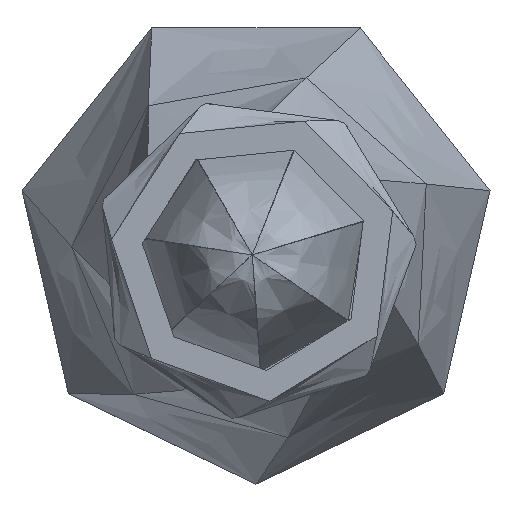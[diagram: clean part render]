
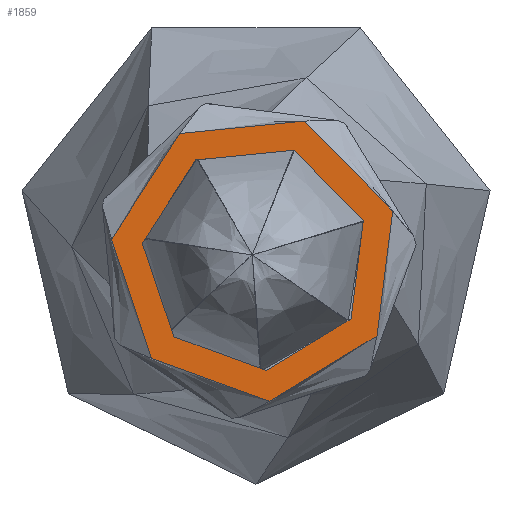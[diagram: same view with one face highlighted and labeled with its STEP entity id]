
A CAD part, top view. The second image highlights one B-rep face of the part: STEP entity #1859.
In plain terms, the highlighted planar face has unit normal (0, 0, 1).
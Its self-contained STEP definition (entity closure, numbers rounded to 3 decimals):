
#23=FACE_BOUND('',#591,.T.);
#44=LINE('',#2489,#222);
#60=LINE('',#2649,#238);
#76=LINE('',#2796,#254);
#78=LINE('',#2800,#256);
#80=LINE('',#2803,#258);
#81=LINE('',#2805,#259);
#82=LINE('',#2807,#260);
#84=LINE('',#3696,#262);
#87=LINE('',#3716,#265);
#89=LINE('',#3735,#267);
#94=LINE('',#3831,#272);
#95=LINE('',#3833,#273);
#96=LINE('',#3835,#274);
#97=LINE('',#3836,#275);
#222=VECTOR('',#2033,10.);
#238=VECTOR('',#2063,10.);
#254=VECTOR('',#2095,10.);
#256=VECTOR('',#2099,10.);
#258=VECTOR('',#2103,10.);
#259=VECTOR('',#2106,10.);
#260=VECTOR('',#2109,10.);
#262=VECTOR('',#2111,10.);
#265=VECTOR('',#2114,10.);
#267=VECTOR('',#2116,10.);
#272=VECTOR('',#2123,10.);
#273=VECTOR('',#2124,10.);
#274=VECTOR('',#2125,10.);
#275=VECTOR('',#2126,10.);
#409=PLANE('',#1976);
#468=FACE_OUTER_BOUND('',#590,.T.);
#590=EDGE_LOOP('',(#1417,#1418,#1419,#1420,#1421,#1422,#1423));
#591=EDGE_LOOP('',(#1424,#1425,#1426,#1427,#1428,#1429,#1430));
#775=VERTEX_POINT('',#2486);
#776=VERTEX_POINT('',#2488);
#788=VERTEX_POINT('',#2646);
#789=VERTEX_POINT('',#2648);
#798=VERTEX_POINT('',#2793);
#799=VERTEX_POINT('',#2795);
#800=VERTEX_POINT('',#2799);
#829=VERTEX_POINT('',#3693);
#830=VERTEX_POINT('',#3695);
#831=VERTEX_POINT('',#3714);
#832=VERTEX_POINT('',#3733);
#838=VERTEX_POINT('',#3830);
#839=VERTEX_POINT('',#3832);
#840=VERTEX_POINT('',#3834);
#937=EDGE_CURVE('',#776,#775,#44,.T.);
#961=EDGE_CURVE('',#789,#788,#60,.T.);
#983=EDGE_CURVE('',#799,#798,#76,.T.);
#985=EDGE_CURVE('',#800,#799,#78,.T.);
#987=EDGE_CURVE('',#775,#800,#80,.T.);
#988=EDGE_CURVE('',#788,#776,#81,.T.);
#989=EDGE_CURVE('',#798,#789,#82,.T.);
#1026=EDGE_CURVE('',#829,#830,#84,.T.);
#1029=EDGE_CURVE('',#831,#829,#87,.T.);
#1031=EDGE_CURVE('',#832,#831,#89,.T.);
#1041=EDGE_CURVE('',#838,#832,#94,.T.);
#1042=EDGE_CURVE('',#839,#838,#95,.T.);
#1043=EDGE_CURVE('',#840,#839,#96,.T.);
#1044=EDGE_CURVE('',#830,#840,#97,.T.);
#1417=ORIENTED_EDGE('',*,*,#1041,.F.);
#1418=ORIENTED_EDGE('',*,*,#1042,.F.);
#1419=ORIENTED_EDGE('',*,*,#1043,.F.);
#1420=ORIENTED_EDGE('',*,*,#1044,.F.);
#1421=ORIENTED_EDGE('',*,*,#1026,.F.);
#1422=ORIENTED_EDGE('',*,*,#1029,.F.);
#1423=ORIENTED_EDGE('',*,*,#1031,.F.);
#1424=ORIENTED_EDGE('',*,*,#983,.T.);
#1425=ORIENTED_EDGE('',*,*,#989,.T.);
#1426=ORIENTED_EDGE('',*,*,#961,.T.);
#1427=ORIENTED_EDGE('',*,*,#988,.T.);
#1428=ORIENTED_EDGE('',*,*,#937,.T.);
#1429=ORIENTED_EDGE('',*,*,#987,.T.);
#1430=ORIENTED_EDGE('',*,*,#985,.T.);
#1859=ADVANCED_FACE('',(#468,#23),#409,.T.);
#1976=AXIS2_PLACEMENT_3D('',#3829,#2121,#2122);
#2033=DIRECTION('',(0.543,0.84,0.));
#2063=DIRECTION('',(-0.94,0.342,0.));
#2095=DIRECTION('',(-0.124,-0.992,0.));
#2099=DIRECTION('',(0.698,-0.716,0.));
#2103=DIRECTION('',(0.995,0.1,0.));
#2106=DIRECTION('',(-0.318,0.948,0.));
#2109=DIRECTION('',(-0.853,-0.521,0.));
#2111=DIRECTION('',(0.698,-0.716,0.));
#2114=DIRECTION('',(0.995,0.1,0.));
#2116=DIRECTION('',(0.543,0.84,0.));
#2121=DIRECTION('center_axis',(0.,0.,
1.));
#2122=DIRECTION('ref_axis',(1.,0.,0.));
#2123=DIRECTION('',(-0.318,0.948,0.));
#2124=DIRECTION('',(-0.94,0.342,0.));
#2125=DIRECTION('',(-0.853,-0.521,0.));
#2126=DIRECTION('',(-0.124,-0.992,0.));
#2486=CARTESIAN_POINT('',(18.318,-129.456,81.));
#2488=CARTESIAN_POINT('',(14.472,-135.41,81.));
#2489=CARTESIAN_POINT('',(15.434,-133.922,81.));
#2646=CARTESIAN_POINT('',(16.73,-142.129,81.));
#2648=CARTESIAN_POINT('',(23.39,-144.553,81.));
#2649=CARTESIAN_POINT('',(21.725,-143.947,81.));
#2793=CARTESIAN_POINT('',(29.438,-140.858,81.));
#2795=CARTESIAN_POINT('',(30.32,-133.825,81.));
#2796=CARTESIAN_POINT('',(30.099,-135.583,81.));
#2799=CARTESIAN_POINT('',(25.371,-128.751,81.));
#2800=CARTESIAN_POINT('',(26.608,-130.019,81.));
#2803=CARTESIAN_POINT('',(20.081,-129.28,81.));
#2805=CARTESIAN_POINT('',(16.165,-140.45,81.));
#2807=CARTESIAN_POINT('',(27.926,-141.782,81.));
#3693=CARTESIAN_POINT('',(26.13,-126.665,81.));
#3695=CARTESIAN_POINT('',(32.424,-133.118,81.));
#3696=CARTESIAN_POINT('',(32.424,-133.118,81.));
#3714=CARTESIAN_POINT('',(17.16,-127.562,81.));
#3716=CARTESIAN_POINT('',(26.13,-126.665,81.));
#3733=CARTESIAN_POINT('',(12.27,-135.134,81.));
#3735=CARTESIAN_POINT('',(17.16,-127.562,81.));
#3829=CARTESIAN_POINT('Origin',(22.577,-136.426,81.));
#3830=CARTESIAN_POINT('',(15.141,-143.679,81.));
#3831=CARTESIAN_POINT('',(12.27,-135.134,81.));
#3832=CARTESIAN_POINT('',(23.611,-146.762,81.));
#3833=CARTESIAN_POINT('',(15.141,-143.679,81.));
#3834=CARTESIAN_POINT('',(31.303,-142.062,81.));
#3835=CARTESIAN_POINT('',(23.611,-146.762,81.));
#3836=CARTESIAN_POINT('',(31.303,-142.062,81.));
